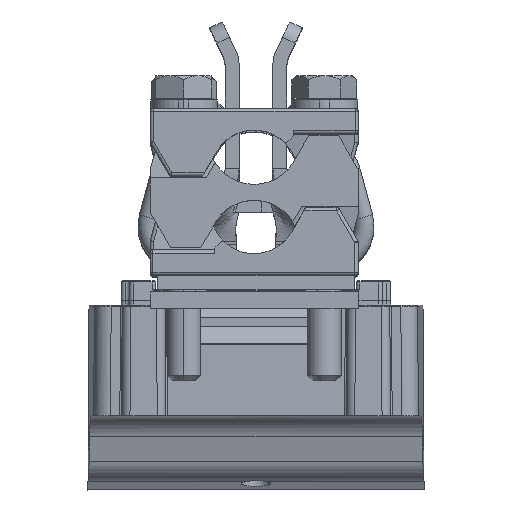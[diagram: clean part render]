
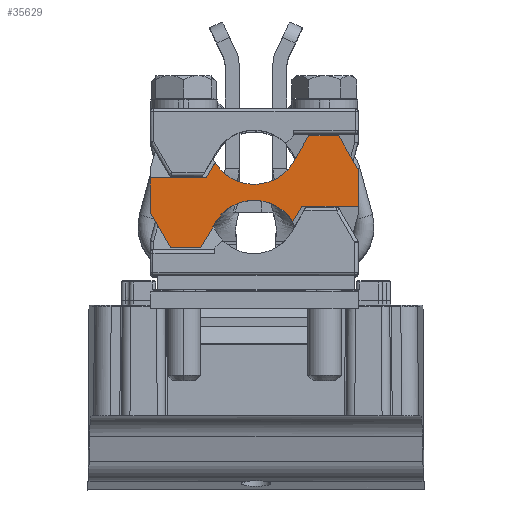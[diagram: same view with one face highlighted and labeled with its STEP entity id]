
A CAD part, top view. The second image highlights one B-rep face of the part: STEP entity #35629.
In plain terms, the highlighted face is planar.
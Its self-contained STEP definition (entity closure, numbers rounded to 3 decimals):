
#34267=DIRECTION('',(0.,0.,-1.));
#34268=VECTOR('',#34267,6.127);
#34269=CARTESIAN_POINT('',(18.5,10.,2.5));
#34270=LINE('',#34269,#34268);
#34430=DIRECTION('',(-1.,0.,0.));
#34431=VECTOR('',#34430,5.352);
#34432=CARTESIAN_POINT('',(14.85,10.,-9.95));
#34433=LINE('',#34432,#34431);
#34442=DIRECTION('',(0.5,0.,-0.866));
#34443=VECTOR('',#34442,3.277);
#34444=CARTESIAN_POINT('',(-8.5,10.,-2.5));
#34445=LINE('',#34444,#34443);
#34446=CARTESIAN_POINT('',(0.,10.,-9.5));
#34447=DIRECTION('',(0.,1.,0.));
#34448=DIRECTION('',(-0.855,0.,0.519));
#34449=AXIS2_PLACEMENT_3D('',#34446,#34447,#34448);
#34451=DIRECTION('',(0.5,0.,-0.866));
#34452=VECTOR('',#34451,4.505);
#34453=CARTESIAN_POINT('',(7.245,10.,-6.048));
#34454=LINE('',#34453,#34452);
#34455=DIRECTION('',(0.5,0.,0.866));
#34456=VECTOR('',#34455,7.301);
#34457=CARTESIAN_POINT('',(14.85,10.,-9.95));
#34458=LINE('',#34457,#34456);
#34459=DIRECTION('',(-1.,0.,0.));
#34460=VECTOR('',#34459,10.);
#34461=CARTESIAN_POINT('',(18.5,10.,2.5));
#34462=LINE('',#34461,#34460);
#34463=DIRECTION('',(-0.5,0.,0.866));
#34464=VECTOR('',#34463,3.135);
#34465=CARTESIAN_POINT('',(8.5,10.,2.5));
#34466=LINE('',#34465,#34464);
#34467=CARTESIAN_POINT('',(0.,10.,9.5));
#34468=DIRECTION('',(0.,1.,0.));
#34469=DIRECTION('',(0.851,0.,-0.526));
#34470=AXIS2_PLACEMENT_3D('',#34467,#34468,#34469);
#34472=DIRECTION('',(-0.5,0.,0.866));
#34473=VECTOR('',#34472,5.283);
#34474=CARTESIAN_POINT('',(-7.058,10.,5.425));
#34475=LINE('',#34474,#34473);
#34476=DIRECTION('',(-0.5,0.,-0.866));
#34477=VECTOR('',#34476,6.928);
#34478=CARTESIAN_POINT('',(-15.036,10.,10.));
#34479=LINE('',#34478,#34477);
#34480=DIRECTION('',(0.,0.,-1.));
#34481=VECTOR('',#34480,6.5);
#34482=CARTESIAN_POINT('',(-18.5,10.,4.));
#34483=LINE('',#34482,#34481);
#34488=DIRECTION('',(-1.,0.,0.));
#34489=VECTOR('',#34488,10.);
#34490=CARTESIAN_POINT('',(-8.5,10.,-2.5));
#34491=LINE('',#34490,#34489);
#34683=DIRECTION('',(1.,0.,0.));
#34684=VECTOR('',#34683,5.336);
#34685=CARTESIAN_POINT('',(-15.036,10.,10.));
#34686=LINE('',#34685,#34684);
#34772=CARTESIAN_POINT('',(-18.5,10.,-2.5));
#34773=VERTEX_POINT('',#34772);
#34774=CARTESIAN_POINT('',(-18.5,10.,4.));
#34775=VERTEX_POINT('',#34774);
#34796=CARTESIAN_POINT('',(-7.058,10.,5.425));
#34797=VERTEX_POINT('',#34796);
#34798=CARTESIAN_POINT('',(6.933,10.,5.215));
#34799=VERTEX_POINT('',#34798);
#34853=CARTESIAN_POINT('',(18.5,10.,2.5));
#34854=VERTEX_POINT('',#34853);
#34855=CARTESIAN_POINT('',(18.5,10.,-3.627));
#34856=VERTEX_POINT('',#34855);
#34896=CARTESIAN_POINT('',(7.245,10.,-6.048));
#34897=VERTEX_POINT('',#34896);
#34898=CARTESIAN_POINT('',(-6.861,10.,-5.338));
#34899=VERTEX_POINT('',#34898);
#34906=CARTESIAN_POINT('',(9.497,10.,-9.95));
#34907=VERTEX_POINT('',#34906);
#34908=CARTESIAN_POINT('',(14.85,10.,-9.95));
#34909=VERTEX_POINT('',#34908);
#34910=CARTESIAN_POINT('',(-8.5,10.,-2.5));
#34911=VERTEX_POINT('',#34910);
#34912=CARTESIAN_POINT('',(8.5,10.,2.5));
#34913=VERTEX_POINT('',#34912);
#34914=CARTESIAN_POINT('',(-9.699,10.,10.));
#34915=VERTEX_POINT('',#34914);
#34916=CARTESIAN_POINT('',(-15.036,10.,10.));
#34917=VERTEX_POINT('',#34916);
#35601=CARTESIAN_POINT('',(0.,10.,0.));
#35602=DIRECTION('',(0.,-1.,0.));
#35603=DIRECTION('',(0.,0.,-1.));
#35604=AXIS2_PLACEMENT_3D('',#35601,#35602,#35603);
#35605=PLANE('',#35604);
#35607=ORIENTED_EDGE('',*,*,#35606,.F.);
#35609=ORIENTED_EDGE('',*,*,#35608,.T.);
#35610=ORIENTED_EDGE('',*,*,#35511,.T.);
#35611=ORIENTED_EDGE('',*,*,#35547,.T.);
#35612=ORIENTED_EDGE('',*,*,#35567,.F.);
#35613=ORIENTED_EDGE('',*,*,#35586,.T.);
#35614=ORIENTED_EDGE('',*,*,#35302,.F.);
#35616=ORIENTED_EDGE('',*,*,#35615,.T.);
#35618=ORIENTED_EDGE('',*,*,#35617,.T.);
#35619=ORIENTED_EDGE('',*,*,#35113,.T.);
#35621=ORIENTED_EDGE('',*,*,#35620,.T.);
#35623=ORIENTED_EDGE('',*,*,#35622,.F.);
#35625=ORIENTED_EDGE('',*,*,#35624,.T.);
#35626=ORIENTED_EDGE('',*,*,#35047,.T.);
#35627=EDGE_LOOP('',(#35607,#35609,#35610,#35611,#35612,#35613,#35614,#35616,
#35618,#35619,#35621,#35623,#35625,#35626));
#35628=FACE_OUTER_BOUND('',#35627,.F.);
#34450=CIRCLE('',#34449,8.025);
#34471=CIRCLE('',#34470,8.15);
#35047=EDGE_CURVE('',#34775,#34773,#34483,.T.);
#35113=EDGE_CURVE('',#34799,#34797,#34471,.T.);
#35302=EDGE_CURVE('',#34854,#34856,#34270,.T.);
#35511=EDGE_CURVE('',#34899,#34897,#34450,.T.);
#35547=EDGE_CURVE('',#34897,#34907,#34454,.T.);
#35567=EDGE_CURVE('',#34909,#34907,#34433,.T.);
#35586=EDGE_CURVE('',#34909,#34856,#34458,.T.);
#35606=EDGE_CURVE('',#34911,#34773,#34491,.T.);
#35608=EDGE_CURVE('',#34911,#34899,#34445,.T.);
#35615=EDGE_CURVE('',#34854,#34913,#34462,.T.);
#35617=EDGE_CURVE('',#34913,#34799,#34466,.T.);
#35620=EDGE_CURVE('',#34797,#34915,#34475,.T.);
#35622=EDGE_CURVE('',#34917,#34915,#34686,.T.);
#35624=EDGE_CURVE('',#34917,#34775,#34479,.T.);
#35629=ADVANCED_FACE('',(#35628),#35605,.F.);
